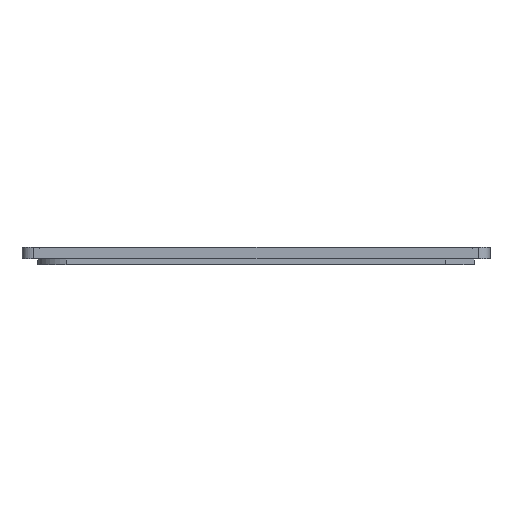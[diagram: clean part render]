
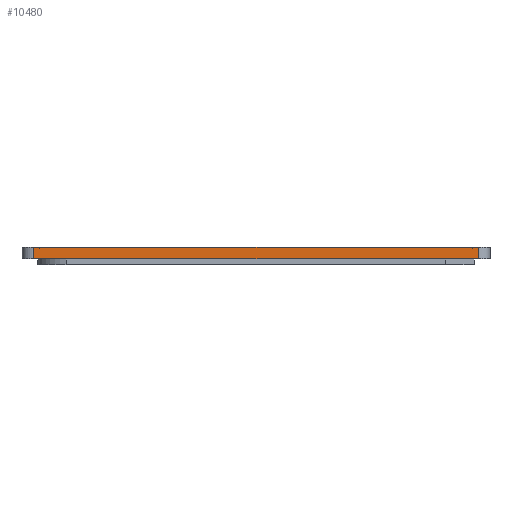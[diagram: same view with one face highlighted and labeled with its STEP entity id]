
A CAD part, left-side view. The second image highlights one B-rep face of the part: STEP entity #10480.
In plain terms, the highlighted planar face has unit normal (-1, 0, 0).
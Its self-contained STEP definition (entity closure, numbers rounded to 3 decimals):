
#196 = VECTOR ( 'NONE', #7301, 1000. ) ;
#1555 = LINE ( 'NONE', #13026, #196 ) ;
#2619 = CARTESIAN_POINT ( 'NONE',  ( 0., 78., 2. ) ) ;
#3423 = VECTOR ( 'NONE', #15423, 1000. ) ;
#3548 = AXIS2_PLACEMENT_3D ( 'NONE', #2619, #5168, #6766 ) ;
#4346 = EDGE_CURVE ( 'NONE', #6275, #6165, #4777, .T. ) ;
#4777 = LINE ( 'NONE', #7599, #14830 ) ;
#4845 = CARTESIAN_POINT ( 'NONE',  ( 0., 78., 2. ) ) ;
#5168 = DIRECTION ( 'NONE',  ( 1., 0., 0. ) ) ;
#5473 = LINE ( 'NONE', #11015, #3423 ) ;
#5989 = ORIENTED_EDGE ( 'NONE', *, *, #11090, .F. ) ;
#6044 = VERTEX_POINT ( 'NONE', #4845 ) ;
#6165 = VERTEX_POINT ( 'NONE', #18386 ) ;
#6275 = VERTEX_POINT ( 'NONE', #10103 ) ;
#6291 = DIRECTION ( 'NONE',  ( 0., -1., 0. ) ) ;
#6766 = DIRECTION ( 'NONE',  ( 0., 1., 0. ) ) ;
#7301 = DIRECTION ( 'NONE',  ( 0., -1., 0. ) ) ;
#7505 = VECTOR ( 'NONE', #8568, 1000. ) ;
#7599 = CARTESIAN_POINT ( 'NONE',  ( 0., 78., 0. ) ) ;
#8568 = DIRECTION ( 'NONE',  ( 0., 0., -1. ) ) ;
#8574 = ORIENTED_EDGE ( 'NONE', *, *, #10187, .T. ) ;
#8732 = VERTEX_POINT ( 'NONE', #14908 ) ;
#10103 = CARTESIAN_POINT ( 'NONE',  ( 0., 78., 0. ) ) ;
#10187 = EDGE_CURVE ( 'NONE', #6044, #6275, #12886, .T. ) ;
#10480 = ADVANCED_FACE ( 'NONE', ( #10898 ), #11087, .F. ) ;
#10898 = FACE_OUTER_BOUND ( 'NONE', #13826, .T. ) ;
#11015 = CARTESIAN_POINT ( 'NONE',  ( 0., 2., 2. ) ) ;
#11087 = PLANE ( 'NONE',  #3548 ) ;
#11090 = EDGE_CURVE ( 'NONE', #6044, #8732, #1555, .T. ) ;
#11681 = ORIENTED_EDGE ( 'NONE', *, *, #16693, .F. ) ;
#12886 = LINE ( 'NONE', #16083, #7505 ) ;
#13026 = CARTESIAN_POINT ( 'NONE',  ( 0., 78., 2. ) ) ;
#13826 = EDGE_LOOP ( 'NONE', ( #18295, #11681, #5989, #8574 ) ) ;
#14830 = VECTOR ( 'NONE', #6291, 1000. ) ;
#14908 = CARTESIAN_POINT ( 'NONE',  ( 0., 2., 2. ) ) ;
#15423 = DIRECTION ( 'NONE',  ( 0., 0., -1. ) ) ;
#16083 = CARTESIAN_POINT ( 'NONE',  ( 0., 78., 2. ) ) ;
#16693 = EDGE_CURVE ( 'NONE', #8732, #6165, #5473, .T. ) ;
#18295 = ORIENTED_EDGE ( 'NONE', *, *, #4346, .T. ) ;
#18386 = CARTESIAN_POINT ( 'NONE',  ( 0., 2., 0. ) ) ;
